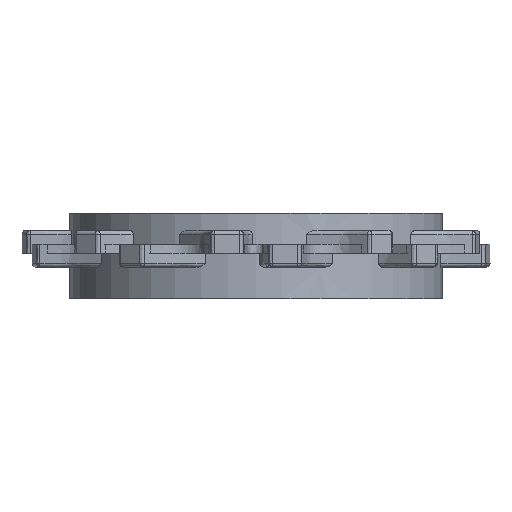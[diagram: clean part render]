
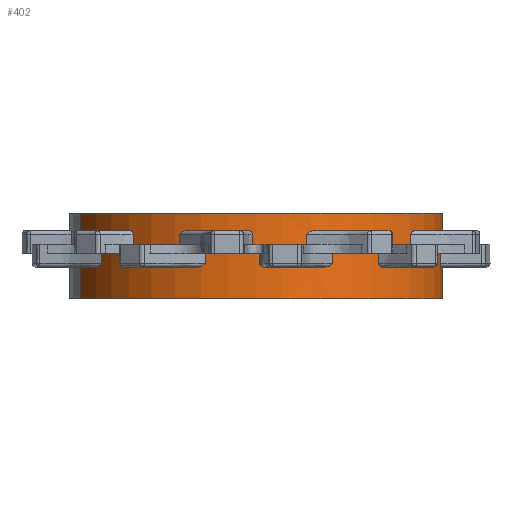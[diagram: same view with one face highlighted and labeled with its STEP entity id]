
A CAD part, front view. The second image highlights one B-rep face of the part: STEP entity #402.
In plain terms, the highlighted free-form (B-spline) face has degree [2, 3] with [5, 4] control points.
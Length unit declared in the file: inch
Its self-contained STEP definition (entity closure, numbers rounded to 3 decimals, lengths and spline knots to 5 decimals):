
#402=ADVANCED_FACE('',(#677),#3570,.T.);
#677=FACE_OUTER_BOUND('',#952,.T.);
#952=EDGE_LOOP('',(#1239,#1240,#1241,#1242));
#1239=ORIENTED_EDGE('',*,*,#2466,.F.);
#1240=ORIENTED_EDGE('',*,*,#2465,.T.);
#1241=ORIENTED_EDGE('',*,*,#2467,.T.);
#1242=ORIENTED_EDGE('',*,*,#2487,.F.);
#2465=EDGE_CURVE('',#3133,#3134,#13180,.T.);
#2466=EDGE_CURVE('',#3133,#3147,#13181,.T.);
#2467=EDGE_CURVE('',#3134,#3148,#13182,.T.);
#2487=EDGE_CURVE('',#3147,#3148,#13202,.T.);
#3133=VERTEX_POINT('',#4337);
#3134=VERTEX_POINT('',#4338);
#3147=VERTEX_POINT('',#4351);
#3148=VERTEX_POINT('',#4352);
#3570=(
BOUNDED_SURFACE()
B_SPLINE_SURFACE(2,3,((#4009,#4010,#4011,#4012),(#4013,#4014,#4015,#4016),
(#4017,#4018,#4019,#4020),(#4021,#4022,#4023,#4024),(#4025,#4026,#4027,#4028)),
.UNSPECIFIED.,.F.,.F.,.F.)
B_SPLINE_SURFACE_WITH_KNOTS((3,2,3),(4,4),(4.06208,6.09312,
8.12416),(0.,0.59018),.UNSPECIFIED.)
GEOMETRIC_REPRESENTATION_ITEM()
RATIONAL_B_SPLINE_SURFACE(((1.,1.,1.,1.),(0.707,0.707,
0.707,0.707),(1.,1.,1.,1.),(0.707,0.707,
0.707,0.707),(1.,1.,1.,1.)))
REPRESENTATION_ITEM('')
SURFACE()
);
#3805=CARTESIAN_POINT('',(1.20885,0.43981,0.));
#3806=CARTESIAN_POINT('',(1.20885,0.43981,0.19673));
#3807=CARTESIAN_POINT('',(1.20885,0.43981,0.39345));
#3808=CARTESIAN_POINT('',(1.20885,0.43981,0.59018));
#3809=CARTESIAN_POINT('',(1.20885,0.43981,0.));
#3810=CARTESIAN_POINT('',(1.64866,-0.76905,0.));
#3811=CARTESIAN_POINT('',(0.43981,-1.20885,0.));
#3812=CARTESIAN_POINT('',(-0.76905,-1.64866,0.));
#3813=CARTESIAN_POINT('',(-1.20885,-0.43981,0.));
#3814=CARTESIAN_POINT('',(1.20885,0.43981,0.59018));
#3815=CARTESIAN_POINT('',(1.64866,-0.76905,0.59018));
#3816=CARTESIAN_POINT('',(0.43981,-1.20885,0.59018));
#3817=CARTESIAN_POINT('',(-0.76905,-1.64866,0.59018));
#3818=CARTESIAN_POINT('',(-1.20885,-0.43981,0.59018));
#3907=CARTESIAN_POINT('',(-1.20885,-0.43981,0.));
#3908=CARTESIAN_POINT('',(-1.20885,-0.43981,0.19673));
#3909=CARTESIAN_POINT('',(-1.20885,-0.43981,0.39345));
#3910=CARTESIAN_POINT('',(-1.20885,-0.43981,0.59018));
#4009=CARTESIAN_POINT('',(-1.20885,-0.43981,0.));
#4010=CARTESIAN_POINT('',(-1.20885,-0.43981,0.19673));
#4011=CARTESIAN_POINT('',(-1.20885,-0.43981,0.39345));
#4012=CARTESIAN_POINT('',(-1.20885,-0.43981,0.59018));
#4013=CARTESIAN_POINT('',(-0.76905,-1.64866,0.));
#4014=CARTESIAN_POINT('',(-0.76905,-1.64866,0.19673));
#4015=CARTESIAN_POINT('',(-0.76905,-1.64866,0.39345));
#4016=CARTESIAN_POINT('',(-0.76905,-1.64866,0.59018));
#4017=CARTESIAN_POINT('',(0.43981,-1.20885,0.));
#4018=CARTESIAN_POINT('',(0.43981,-1.20885,0.19673));
#4019=CARTESIAN_POINT('',(0.43981,-1.20885,0.39345));
#4020=CARTESIAN_POINT('',(0.43981,-1.20885,0.59018));
#4021=CARTESIAN_POINT('',(1.64866,-0.76905,0.));
#4022=CARTESIAN_POINT('',(1.64866,-0.76905,0.19673));
#4023=CARTESIAN_POINT('',(1.64866,-0.76905,0.39345));
#4024=CARTESIAN_POINT('',(1.64866,-0.76905,0.59018));
#4025=CARTESIAN_POINT('',(1.20885,0.43981,0.));
#4026=CARTESIAN_POINT('',(1.20885,0.43981,0.19673));
#4027=CARTESIAN_POINT('',(1.20885,0.43981,0.39345));
#4028=CARTESIAN_POINT('',(1.20885,0.43981,0.59018));
#4337=CARTESIAN_POINT('',(1.20885,0.43981,0.));
#4338=CARTESIAN_POINT('',(1.20885,0.43981,0.59018));
#4351=CARTESIAN_POINT('',(-1.20885,-0.43981,0.));
#4352=CARTESIAN_POINT('',(-1.20885,-0.43981,0.59018));
#13180=(
BOUNDED_CURVE()
B_SPLINE_CURVE(3,(#3805,#3806,#3807,#3808),.UNSPECIFIED.,.F.,.F.)
B_SPLINE_CURVE_WITH_KNOTS((4,4),(0.,0.59018),.UNSPECIFIED.)
CURVE()
GEOMETRIC_REPRESENTATION_ITEM()
RATIONAL_B_SPLINE_CURVE((1.,1.,1.,1.))
REPRESENTATION_ITEM('')
);
#13181=(
BOUNDED_CURVE()
B_SPLINE_CURVE(2,(#3809,#3810,#3811,#3812,#3813),.UNSPECIFIED.,.F.,.F.)
B_SPLINE_CURVE_WITH_KNOTS((3,2,3),(-8.12416,-6.09312,-4.06208),
.UNSPECIFIED.)
CURVE()
GEOMETRIC_REPRESENTATION_ITEM()
RATIONAL_B_SPLINE_CURVE((1.,0.707,1.,0.707,1.))
REPRESENTATION_ITEM('')
);
#13182=(
BOUNDED_CURVE()
B_SPLINE_CURVE(2,(#3814,#3815,#3816,#3817,#3818),.UNSPECIFIED.,.F.,.F.)
B_SPLINE_CURVE_WITH_KNOTS((3,2,3),(-8.12416,-6.09312,-4.06208),
.UNSPECIFIED.)
CURVE()
GEOMETRIC_REPRESENTATION_ITEM()
RATIONAL_B_SPLINE_CURVE((1.,0.707,1.,0.707,1.))
REPRESENTATION_ITEM('')
);
#13202=(
BOUNDED_CURVE()
B_SPLINE_CURVE(3,(#3907,#3908,#3909,#3910),.UNSPECIFIED.,.F.,.F.)
B_SPLINE_CURVE_WITH_KNOTS((4,4),(0.,0.59018),.UNSPECIFIED.)
CURVE()
GEOMETRIC_REPRESENTATION_ITEM()
RATIONAL_B_SPLINE_CURVE((1.,1.,1.,1.))
REPRESENTATION_ITEM('')
);
